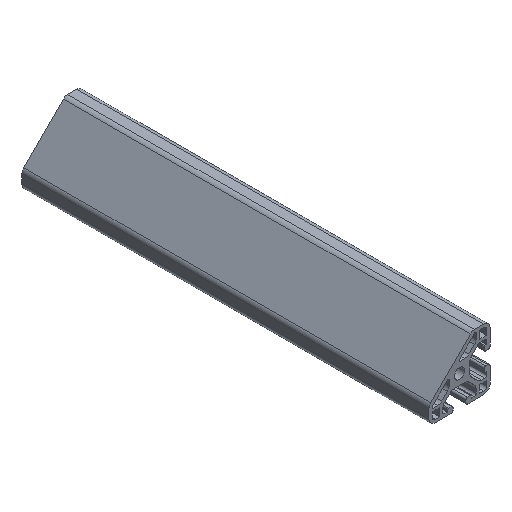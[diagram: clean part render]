
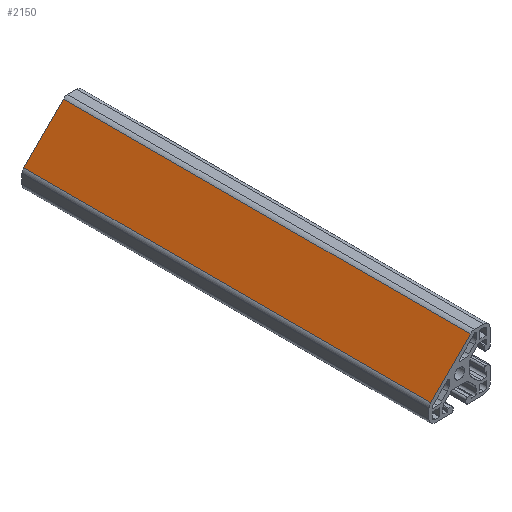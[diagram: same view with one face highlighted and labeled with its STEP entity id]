
A CAD part, isometric view. The second image highlights one B-rep face of the part: STEP entity #2150.
In plain terms, the highlighted planar face has unit normal (-0.707, 0, 0.707).
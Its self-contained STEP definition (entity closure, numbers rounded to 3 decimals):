
#65=PLANE('',#2339);
#159=FACE_OUTER_BOUND('',#269,.T.);
#269=EDGE_LOOP('',(#1682,#1683,#1684,#1685));
#463=LINE('',#3507,#675);
#464=LINE('',#3511,#676);
#465=LINE('',#3513,#677);
#466=LINE('',#3514,#678);
#675=VECTOR('',#2859,200.);
#676=VECTOR('',#2864,27.515);
#677=VECTOR('',#2865,200.);
#678=VECTOR('',#2866,27.515);
#998=VERTEX_POINT('',#3504);
#999=VERTEX_POINT('',#3506);
#1000=VERTEX_POINT('',#3510);
#1001=VERTEX_POINT('',#3512);
#1286=EDGE_CURVE('',#998,#999,#463,.T.);
#1288=EDGE_CURVE('',#998,#1000,#464,.T.);
#1289=EDGE_CURVE('',#1000,#1001,#465,.T.);
#1290=EDGE_CURVE('',#999,#1001,#466,.T.);
#1682=ORIENTED_EDGE('',*,*,#1288,.T.);
#1683=ORIENTED_EDGE('',*,*,#1289,.T.);
#1684=ORIENTED_EDGE('',*,*,#1290,.F.);
#1685=ORIENTED_EDGE('',*,*,#1286,.F.);
#2150=ADVANCED_FACE('',(#159),#65,.T.);
#2339=AXIS2_PLACEMENT_3D('',#3509,#2862,#2863);
#2859=DIRECTION('',(0.,-1.,0.));
#2862=DIRECTION('center_axis',(-0.707,0.,0.707));
#2863=DIRECTION('ref_axis',(0.707,0.,0.707));
#2864=DIRECTION('',(-0.707,0.,-0.707));
#2865=DIRECTION('',(0.,-1.,0.));
#2866=DIRECTION('',(-0.707,0.,-0.707));
#3504=CARTESIAN_POINT('',(5.335,200.,14.121));
#3506=CARTESIAN_POINT('',(5.335,0.,14.121));
#3507=CARTESIAN_POINT('',(5.335,0.,14.121));
#3509=CARTESIAN_POINT('Origin',(-14.121,0.,-5.335));
#3510=CARTESIAN_POINT('',(-14.121,200.,-5.335));
#3511=CARTESIAN_POINT('',(-9.257,200.,-0.471));
#3512=CARTESIAN_POINT('',(-14.121,0.,-5.335));
#3513=CARTESIAN_POINT('',(-14.121,0.,-5.335));
#3514=CARTESIAN_POINT('',(-9.257,0.,-0.471));
